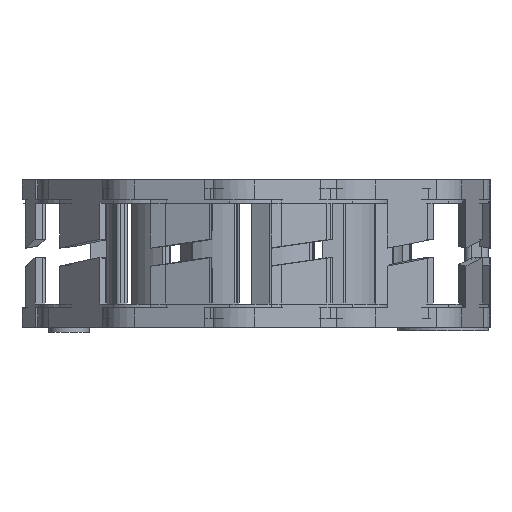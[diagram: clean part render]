
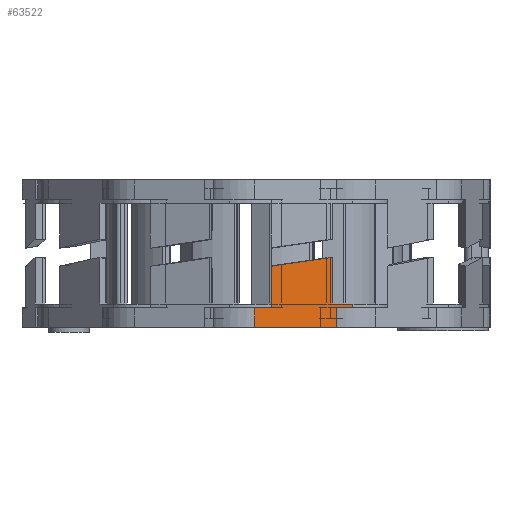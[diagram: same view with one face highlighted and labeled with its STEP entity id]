
A CAD part, left-side view. The second image highlights one B-rep face of the part: STEP entity #63522.
In plain terms, the highlighted planar face has unit normal (-0.977, -0.213, 0).
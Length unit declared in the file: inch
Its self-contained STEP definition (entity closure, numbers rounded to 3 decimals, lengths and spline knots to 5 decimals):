
#186 = VECTOR ( 'NONE', #61507, 39.37008 ) ;
#997 = CARTESIAN_POINT ( 'NONE',  ( -1.64221, 1.00801, -0.31693 ) ) ;
#2494 = CARTESIAN_POINT ( 'NONE',  ( -1.66339, 1.10507, -0.43307 ) ) ;
#4521 = CARTESIAN_POINT ( 'NONE',  ( -1.5375, 0.52809, -0.29528 ) ) ;
#5453 = DIRECTION ( 'NONE',  ( 0., 0., 1. ) ) ;
#5533 = VERTEX_POINT ( 'NONE', #5666 ) ;
#5666 = CARTESIAN_POINT ( 'NONE',  ( -1.56385, 0.64887, -0.29528 ) ) ;
#6642 = LINE ( 'NONE', #53630, #35851 ) ;
#9180 = CARTESIAN_POINT ( 'NONE',  ( -1.66339, 1.10507, 0.43307 ) ) ;
#9259 = EDGE_CURVE ( 'NONE', #9629, #72025, #41741, .T. ) ;
#9629 = VERTEX_POINT ( 'NONE', #53675 ) ;
#9698 = LINE ( 'NONE', #58581, #15337 ) ;
#10834 = CARTESIAN_POINT ( 'NONE',  ( -1.55868, 0.62515, -0.31496 ) ) ;
#11219 = EDGE_CURVE ( 'NONE', #67099, #73235, #9698, .T. ) ;
#13094 = DIRECTION ( 'NONE',  ( 0.213, -0.977, 0. ) ) ;
#15337 = VECTOR ( 'NONE', #60172, 39.37008 ) ;
#16324 = CARTESIAN_POINT ( 'NONE',  ( -1.56385, 0.64887, 0.43307 ) ) ;
#17962 = DIRECTION ( 'NONE',  ( -0.213, 0.977, 0. ) ) ;
#18290 = LINE ( 'NONE', #31232, #186 ) ;
#20671 = LINE ( 'NONE', #2494, #71930 ) ;
#20968 = EDGE_CURVE ( 'NONE', #68192, #67450, #61825, .T. ) ;
#21469 = DIRECTION ( 'NONE',  ( 0., 0., 1. ) ) ;
#21698 = PLANE ( 'NONE',  #43318 ) ;
#21788 = VECTOR ( 'NONE', #36775, 39.37008 ) ;
#22887 = VERTEX_POINT ( 'NONE', #66919 ) ;
#23301 = ORIENTED_EDGE ( 'NONE', *, *, #39441, .F. ) ;
#24847 = CARTESIAN_POINT ( 'NONE',  ( -1.66339, 1.10507, -0.31693 ) ) ;
#27932 = CARTESIAN_POINT ( 'NONE',  ( -1.60044, 0.81658, -0.29528 ) ) ;
#31232 = CARTESIAN_POINT ( 'NONE',  ( -1.56385, 0.64887, -0.02165 ) ) ;
#31471 = EDGE_CURVE ( 'NONE', #72025, #22887, #73301, .T. ) ;
#32360 = DIRECTION ( 'NONE',  ( 0.213, -0.977, 0. ) ) ;
#32556 = CARTESIAN_POINT ( 'NONE',  ( -1.66339, 1.10507, -0.43307 ) ) ;
#33819 = DIRECTION ( 'NONE',  ( -0.977, -0.213, 0. ) ) ;
#35851 = VECTOR ( 'NONE', #13094, 39.37008 ) ;
#36015 = ORIENTED_EDGE ( 'NONE', *, *, #51111, .F. ) ;
#36775 = DIRECTION ( 'NONE',  ( 0.213, -0.977, 0. ) ) ;
#38047 = ORIENTED_EDGE ( 'NONE', *, *, #53111, .T. ) ;
#38839 = EDGE_CURVE ( 'NONE', #56354, #73235, #6642, .T. ) ;
#39441 = EDGE_CURVE ( 'NONE', #5533, #67099, #58604, .T. ) ;
#41300 = ORIENTED_EDGE ( 'NONE', *, *, #11219, .F. ) ;
#41741 = LINE ( 'NONE', #46630, #69230 ) ;
#42833 = CARTESIAN_POINT ( 'NONE',  ( -1.60044, 0.81658, -0.43307 ) ) ;
#43318 = AXIS2_PLACEMENT_3D ( 'NONE', #9180, #33819, #58457 ) ;
#46630 = CARTESIAN_POINT ( 'NONE',  ( -1.64221, 1.00801, 0.43307 ) ) ;
#50868 = ORIENTED_EDGE ( 'NONE', *, *, #31471, .T. ) ;
#51111 = EDGE_CURVE ( 'NONE', #68192, #22887, #20671, .T. ) ;
#53111 = EDGE_CURVE ( 'NONE', #54209, #9629, #18290, .T. ) ;
#53630 = CARTESIAN_POINT ( 'NONE',  ( -1.66339, 1.10507, -0.31496 ) ) ;
#53675 = CARTESIAN_POINT ( 'NONE',  ( -1.64221, 1.00801, -0.07332 ) ) ;
#53864 = DIRECTION ( 'NONE',  ( 0., 0., -1. ) ) ;
#54209 = VERTEX_POINT ( 'NONE', #56725 ) ;
#55315 = VECTOR ( 'NONE', #32360, 39.37008 ) ;
#56354 = VERTEX_POINT ( 'NONE', #10834 ) ;
#56725 = CARTESIAN_POINT ( 'NONE',  ( -1.56385, 0.64887, -0.02165 ) ) ;
#58457 = DIRECTION ( 'NONE',  ( 0., 0., -1. ) ) ;
#58581 = CARTESIAN_POINT ( 'NONE',  ( -1.5375, 0.52809, -0.43307 ) ) ;
#58604 = LINE ( 'NONE', #27932, #55315 ) ;
#60172 = DIRECTION ( 'NONE',  ( 0., 0., -1. ) ) ;
#60820 = CARTESIAN_POINT ( 'NONE',  ( -1.5375, 0.52809, -0.31496 ) ) ;
#61302 = EDGE_LOOP ( 'NONE', ( #23301, #72321, #38047, #61643, #50868, #36015, #68929, #77187, #66000, #41300 ) ) ;
#61507 = DIRECTION ( 'NONE',  ( -0.211, 0.968, -0.139 ) ) ;
#61643 = ORIENTED_EDGE ( 'NONE', *, *, #9259, .T. ) ;
#61825 = LINE ( 'NONE', #42833, #21788 ) ;
#63522 = ADVANCED_FACE ( 'NONE', ( #64510 ), #21698, .T. ) ;
#64054 = EDGE_CURVE ( 'NONE', #5533, #54209, #71671, .T. ) ;
#64510 = FACE_OUTER_BOUND ( 'NONE', #61302, .T. ) ;
#65201 = VECTOR ( 'NONE', #65598, 39.37008 ) ;
#65598 = DIRECTION ( 'NONE',  ( 0., 0., 1. ) ) ;
#65652 = CARTESIAN_POINT ( 'NONE',  ( -1.55868, 0.62515, 0.43307 ) ) ;
#66000 = ORIENTED_EDGE ( 'NONE', *, *, #38839, .T. ) ;
#66919 = CARTESIAN_POINT ( 'NONE',  ( -1.66339, 1.10507, -0.31693 ) ) ;
#67099 = VERTEX_POINT ( 'NONE', #4521 ) ;
#67314 = VECTOR ( 'NONE', #17962, 39.37008 ) ;
#67450 = VERTEX_POINT ( 'NONE', #78326 ) ;
#68192 = VERTEX_POINT ( 'NONE', #32556 ) ;
#68929 = ORIENTED_EDGE ( 'NONE', *, *, #20968, .T. ) ;
#69230 = VECTOR ( 'NONE', #53864, 39.37008 ) ;
#71158 = VECTOR ( 'NONE', #5453, 39.37008 ) ;
#71671 = LINE ( 'NONE', #16324, #65201 ) ;
#71930 = VECTOR ( 'NONE', #21469, 39.37008 ) ;
#72025 = VERTEX_POINT ( 'NONE', #997 ) ;
#72321 = ORIENTED_EDGE ( 'NONE', *, *, #64054, .T. ) ;
#72902 = LINE ( 'NONE', #65652, #71158 ) ;
#73235 = VERTEX_POINT ( 'NONE', #60820 ) ;
#73301 = LINE ( 'NONE', #24847, #67314 ) ;
#76615 = EDGE_CURVE ( 'NONE', #67450, #56354, #72902, .T. ) ;
#77187 = ORIENTED_EDGE ( 'NONE', *, *, #76615, .T. ) ;
#78326 = CARTESIAN_POINT ( 'NONE',  ( -1.55868, 0.62515, -0.43307 ) ) ;
